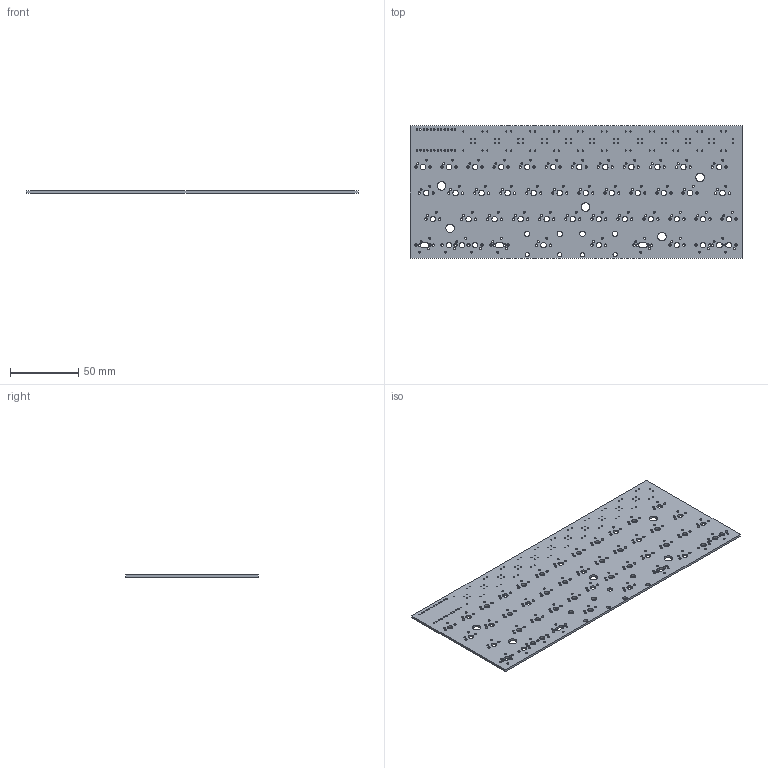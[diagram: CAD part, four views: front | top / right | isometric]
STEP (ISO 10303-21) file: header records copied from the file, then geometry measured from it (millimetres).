
FILE_DESCRIPTION(('KiCad electronic assembly'),'2;1');
FILE_NAME('PM THT Van.step','2020-11-16T08:34:28',('An Author'),( 'A Company'),'Open CASCADE STEP processor 7.4', 'KiCad to STEP converter','Unknown');
FILE_SCHEMA(('AUTOMOTIVE_DESIGN { 1 0 10303 214 1 1 1 1 }'));
Length unit declared in the file: millimetre
Products named in the file (2): Open CASCADE STEP translator 7.4 1; COMPOUND
Assembly tree (1 placements, depth 2):
  Open CASCADE STEP translator 7.4 1
    COMPOUND
Bounding box: 242.89 x 96.84 x 1.6 mm (x, y, z)
Volume: 35491.7 mm3; surface area: 48844.4 mm2
Topology: 1 solids, 1 shells, 404 faces, 1206 edges, 804 vertices
Faces by surface type: cylinder 398, plane 6
Full cylindrical faces by diameter (mm): 0.8 x92, 1.092 x24, 1.47 x102, 1.75 x88, 3.048 x4, 3.988 x47, 6.2 x5
Entity records: 33623 total; most frequent: CARTESIAN_POINT 9660, DIRECTION 4374, ORIENTED_EDGE 2412, PCURVE 2412, DEFINITIONAL_REPRESENTATION 2412, LINE 1970, VECTOR 1970, EDGE_CURVE 1206
